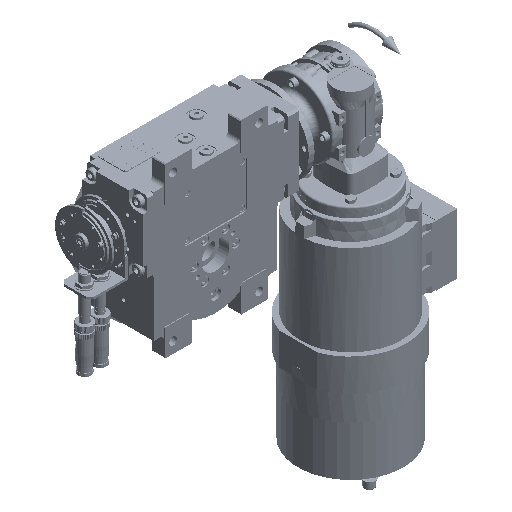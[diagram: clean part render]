
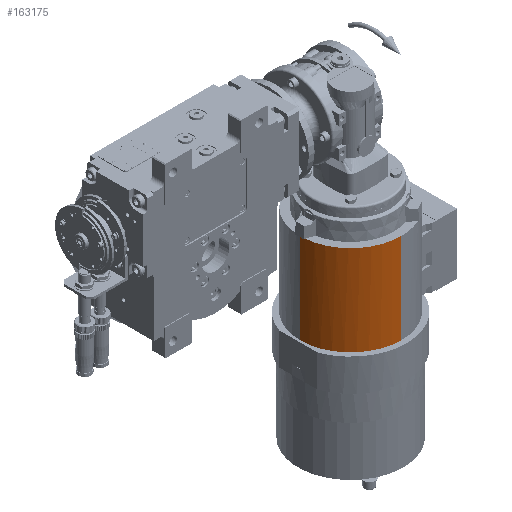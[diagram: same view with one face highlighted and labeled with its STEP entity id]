
A CAD part, isometric view. The second image highlights one B-rep face of the part: STEP entity #163175.
In plain terms, the highlighted cylindrical face has radius 67.5 mm (diameter 135 mm), a partial arc.
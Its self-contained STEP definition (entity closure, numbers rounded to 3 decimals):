
#3258 = ORIENTED_EDGE ( 'NONE', *, *, #23077, .F. ) ;
#7179 = EDGE_CURVE ( 'NONE', #17852, #133045, #16880, .T. ) ;
#7742 = CARTESIAN_POINT ( 'NONE',  ( 500000., 0., 0. ) ) ;
#9452 = FACE_OUTER_BOUND ( 'NONE', #158517, .T. ) ;
#16870 = CARTESIAN_POINT ( 'NONE',  ( -61., -67.5, 0. ) ) ;
#16880 = LINE ( 'NONE', #122148, #27993 ) ;
#17852 = VERTEX_POINT ( 'NONE', #96256 ) ;
#23077 = EDGE_CURVE ( 'NONE', #53919, #28625, #33477, .T. ) ;
#25261 = AXIS2_PLACEMENT_3D ( 'NONE', #132325, #160775, #121917 ) ;
#27993 = VECTOR ( 'NONE', #96217, 1000. ) ;
#28625 = VERTEX_POINT ( 'NONE', #168308 ) ;
#30195 = CARTESIAN_POINT ( 'NONE',  ( -61., 0., 0. ) ) ;
#31078 = ORIENTED_EDGE ( 'NONE', *, *, #86626, .F. ) ;
#33477 = CIRCLE ( 'NONE', #25261, 67.5 ) ;
#33773 = AXIS2_PLACEMENT_3D ( 'NONE', #7742, #151047, #168267 ) ;
#40957 = CARTESIAN_POINT ( 'NONE',  ( 59., 0., 0. ) ) ;
#43894 = EDGE_CURVE ( 'NONE', #17852, #156188, #156563, .T. ) ;
#48067 = DIRECTION ( 'NONE',  ( 1., 0., 0. ) ) ;
#49770 = ORIENTED_EDGE ( 'NONE', *, *, #107183, .T. ) ;
#53919 = VERTEX_POINT ( 'NONE', #84908 ) ;
#57294 = ORIENTED_EDGE ( 'NONE', *, *, #157850, .F. ) ;
#68898 = CARTESIAN_POINT ( 'NONE',  ( 59., 0., 67.5 ) ) ;
#71299 = AXIS2_PLACEMENT_3D ( 'NONE', #30195, #163084, #146720 ) ;
#82146 = AXIS2_PLACEMENT_3D ( 'NONE', #40957, #133329, #160060 ) ;
#84908 = CARTESIAN_POINT ( 'NONE',  ( -61.5, -67.22, 6.137 ) ) ;
#86626 = EDGE_CURVE ( 'NONE', #28625, #156188, #86918, .T. ) ;
#86918 = LINE ( 'NONE', #125798, #132071 ) ;
#92698 = ORIENTED_EDGE ( 'NONE', *, *, #7179, .F. ) ;
#96217 = DIRECTION ( 'NONE',  ( -1., 0., 0. ) ) ;
#96256 = CARTESIAN_POINT ( 'NONE',  ( 59., -67.5, 0. ) ) ;
#101812 = VERTEX_POINT ( 'NONE', #145846 ) ;
#105178 = LINE ( 'NONE', #158731, #143784 ) ;
#107183 = EDGE_CURVE ( 'NONE', #53919, #101812, #105178, .T. ) ;
#109933 = CIRCLE ( 'NONE', #71299, 67.5 ) ;
#121917 = DIRECTION ( 'NONE',  ( 0., -0.996, 0.091 ) ) ;
#122148 = CARTESIAN_POINT ( 'NONE',  ( 59., -67.5, 0. ) ) ;
#122482 = ORIENTED_EDGE ( 'NONE', *, *, #43894, .T. ) ;
#125798 = CARTESIAN_POINT ( 'NONE',  ( 500000., 0., 67.5 ) ) ;
#125995 = CYLINDRICAL_SURFACE ( 'NONE', #33773, 67.5 ) ;
#132071 = VECTOR ( 'NONE', #48067, 1000. ) ;
#132325 = CARTESIAN_POINT ( 'NONE',  ( -61.5, 0., 0. ) ) ;
#133045 = VERTEX_POINT ( 'NONE', #16870 ) ;
#133329 = DIRECTION ( 'NONE',  ( -1., 0., 0. ) ) ;
#143784 = VECTOR ( 'NONE', #146620, 1000. ) ;
#145846 = CARTESIAN_POINT ( 'NONE',  ( -61., -67.22, 6.143 ) ) ;
#146620 = DIRECTION ( 'NONE',  ( 1., 0.001, 0.013 ) ) ;
#146720 = DIRECTION ( 'NONE',  ( 0., -1., 0. ) ) ;
#151047 = DIRECTION ( 'NONE',  ( 1., 0., 0. ) ) ;
#156188 = VERTEX_POINT ( 'NONE', #68898 ) ;
#156563 = CIRCLE ( 'NONE', #82146, 67.5 ) ;
#157850 = EDGE_CURVE ( 'NONE', #133045, #101812, #109933, .T. ) ;
#158517 = EDGE_LOOP ( 'NONE', ( #31078, #3258, #49770, #57294, #92698, #122482 ) ) ;
#158731 = CARTESIAN_POINT ( 'NONE',  ( -61.5, -67.22, 6.137 ) ) ;
#160060 = DIRECTION ( 'NONE',  ( 0., -1., 0. ) ) ;
#160775 = DIRECTION ( 'NONE',  ( -1., 0., 0. ) ) ;
#163084 = DIRECTION ( 'NONE',  ( -1., 0., 0. ) ) ;
#163175 = ADVANCED_FACE ( 'NONE', ( #9452 ), #125995, .T. ) ;
#168267 = DIRECTION ( 'NONE',  ( 0., 0., 1. ) ) ;
#168308 = CARTESIAN_POINT ( 'NONE',  ( -61.5, 0., 67.5 ) ) ;
